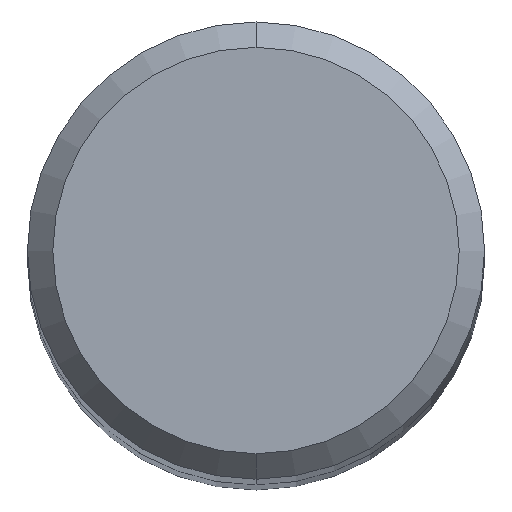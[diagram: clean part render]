
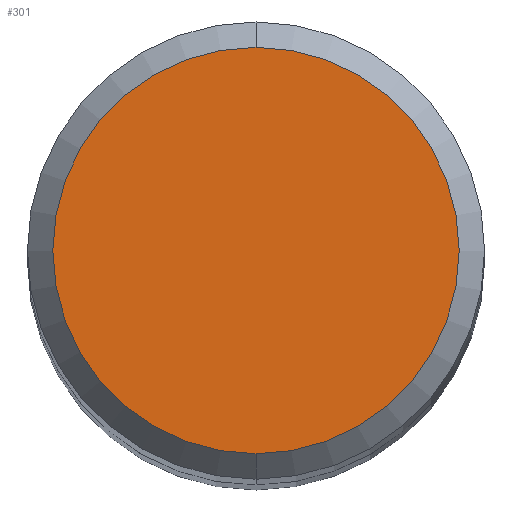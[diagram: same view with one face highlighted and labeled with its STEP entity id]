
A CAD part, top view. The second image highlights one B-rep face of the part: STEP entity #301.
In plain terms, the highlighted planar face has unit normal (0, 0, 1).
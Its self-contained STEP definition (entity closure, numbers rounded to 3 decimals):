
#173=EDGE_CURVE('',#315,#395,#449,.T.);
#301=ADVANCED_FACE('',(#589),#590,.T.);
#315=VERTEX_POINT('',#605);
#393=EDGE_CURVE('',#395,#315,#691,.T.);
#395=VERTEX_POINT('',#693);
#449=CIRCLE('',#774,4.0);
#589=FACE_OUTER_BOUND('',#1069,.T.);
#590=PLANE('',#1070);
#605=CARTESIAN_POINT('',(0.0,4.0,0.0));
#691=CIRCLE('',#1292,4.0);
#693=CARTESIAN_POINT('',(0.,-4.0,0.0));
#774=AXIS2_PLACEMENT_3D('',#1362,#1363,#1364);
#1069=EDGE_LOOP('',(#1520,#1521));
#1070=AXIS2_PLACEMENT_3D('',#1522,#1523,#1524);
#1292=AXIS2_PLACEMENT_3D('',#1620,#1621,#1622);
#1362=CARTESIAN_POINT('',(0.0,0.0,0.0));
#1363=DIRECTION('',(0.0,0.0,-1.0));
#1364=DIRECTION('',(0.0,1.0,0.0));
#1520=ORIENTED_EDGE('',*,*,#173,.F.);
#1521=ORIENTED_EDGE('',*,*,#393,.F.);
#1522=CARTESIAN_POINT('',(0.0,2.0,0.0));
#1523=DIRECTION('',(-0.0,0.0,1.0));
#1524=DIRECTION('',(0.0,-1.0,0.0));
#1620=CARTESIAN_POINT('',(0.0,0.0,0.0));
#1621=DIRECTION('',(0.0,0.0,-1.0));
#1622=DIRECTION('',(0.0,1.0,0.0));
